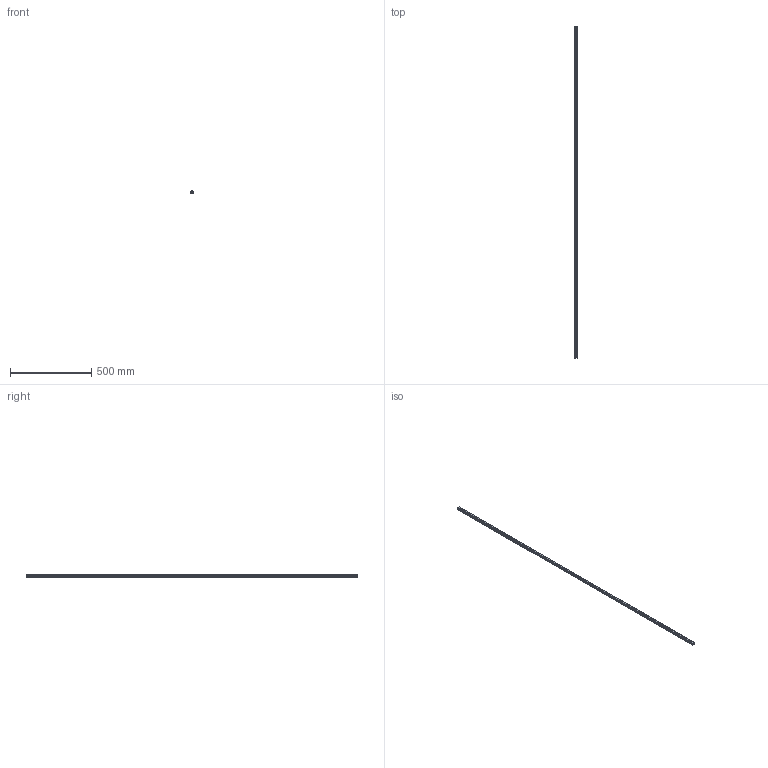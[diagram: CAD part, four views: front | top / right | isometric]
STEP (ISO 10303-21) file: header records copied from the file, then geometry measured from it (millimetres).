
FILE_DESCRIPTION(('STEP AP214'),'1');
FILE_NAME('cctmp_053C8F10-160E-4308-9502-BAF16C6AE834_2020_4_23_10_51_40_850..stp','2020-04-23T08:51:41',('HIWIN GmbH'),('CADClick - www.CADClick.com'),'Spatial InterOp 3D',' ','unknown authorization');
FILE_SCHEMA(('AUTOMOTIVE_DESIGN'));
Length unit declared in the file: millimetre
Products named in the file (1): HGR15R2040H_FILE
Bounding box: 15 x 2040 x 15 mm (x, y, z)
Volume: 374813.7 mm3; surface area: 135928.7 mm2
Topology: 1 solids, 1 shells, 421 faces, 939 edges, 626 vertices
Faces by surface type: cylinder 230, plane 191
Entity records: 15265 total; most frequent: DIRECTION 2243, CARTESIAN_POINT 1987, ORIENTED_EDGE 1878, EDGE_CURVE 939, AXIS2_PLACEMENT_3D 882, VERTEX_POINT 626, EDGE_LOOP 527, LINE 479
